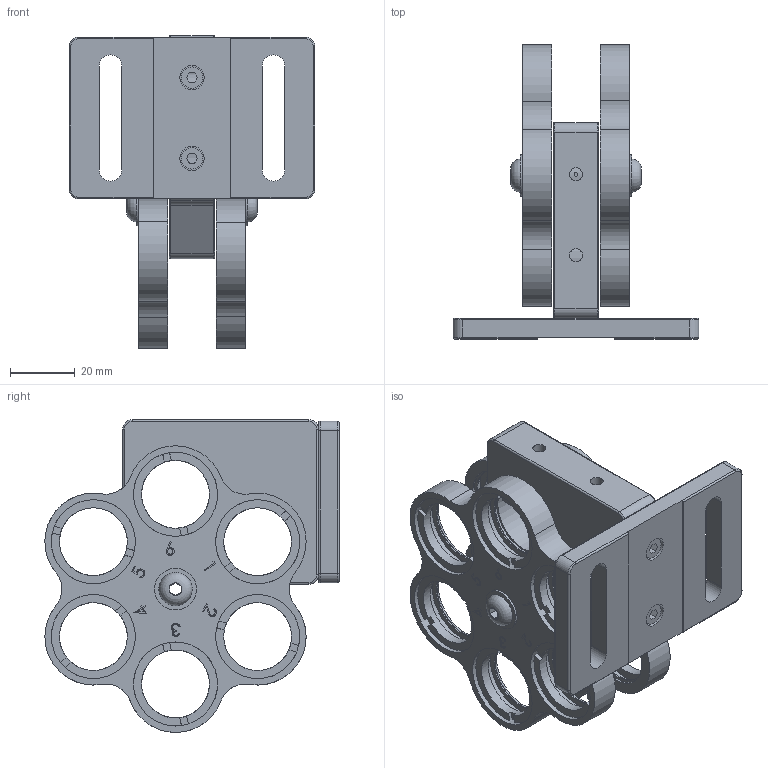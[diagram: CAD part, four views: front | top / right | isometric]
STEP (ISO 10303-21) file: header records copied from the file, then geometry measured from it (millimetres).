
FILE_DESCRIPTION (( 'STEP AP203' ), '1' );
FILE_NAME ('M-FW1-12.step', '2017-01-11T09:35:26', ( '¦K¬P' ), ( '' ), 'SwSTEP 2.0', 'SolidWorks 2012', '' );
FILE_SCHEMA (( 'CONFIG_CONTROL_DESIGN' ));
Length unit declared in the file: millimetre
Products named in the file (1): M-FW1-12
Bounding box: 76 x 91 x 96.78 mm (x, y, z)
Surface area: 52490.6 mm2 (no closed solid volume)
Topology: 0 solids, 34 shells, 364 faces, 1069 edges, 768 vertices
Faces by surface type: plane 217, cylinder 123, torus 24
Full cylindrical faces by diameter (mm): 4 x2, 6.6 x2, 7.5 x2, 12.9 x2, 21 x12, 22 x12, 23 x14, 26 x12
Entity records: 13024 total; most frequent: CARTESIAN_POINT 3425, DIRECTION 2000, ORIENTED_EDGE 1734, EDGE_CURVE 990, AXIS2_PLACEMENT_3D 771, VERTEX_POINT 750, EDGE_LOOP 532, LINE 458
